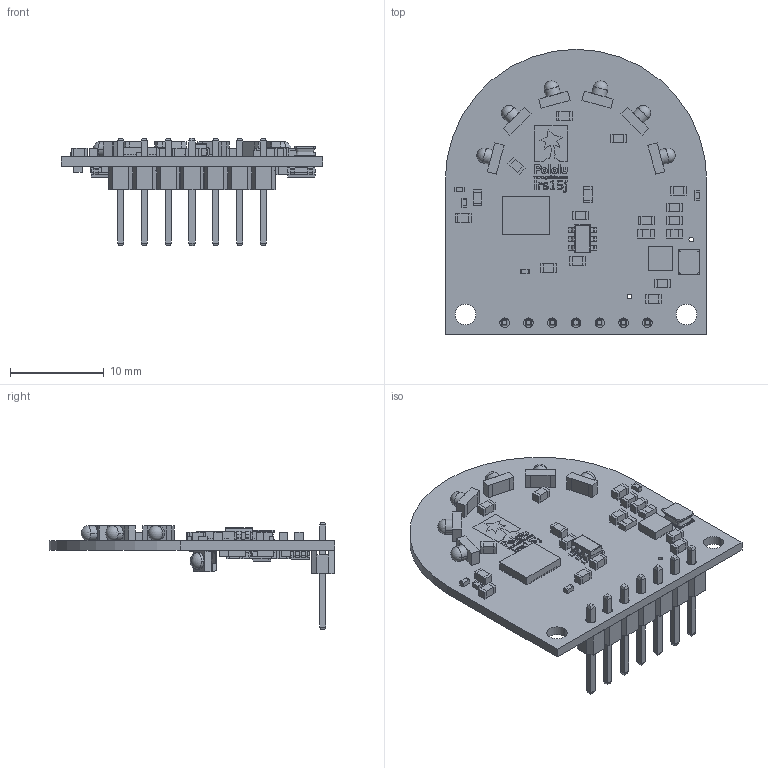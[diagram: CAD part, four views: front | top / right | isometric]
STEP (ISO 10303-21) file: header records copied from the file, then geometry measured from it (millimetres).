
FILE_DESCRIPTION (( 'STEP AP214' ), '1' );
FILE_NAME ('3-channel-opt3101-based-wide-fov-time-of-flight-distance-sensor.step', '2020-07-22T01:48:05', ( '' ), ( '' ), 'SwSTEP 2.0', 'SolidWorks 2020', '' );
FILE_SCHEMA (( 'AUTOMOTIVE_DESIGN' ));
Length unit declared in the file: millimetre
Products named in the file (1): 3-channel-opt3101-based-wide-fov-time-of-flight-distance-sensor
Bounding box: 27.94 x 30.48 x 11.5 mm (x, y, z)
Volume: 1042.1 mm3; surface area: 2516.6 mm2
Topology: 2 solids, 2 shells, 1786 faces, 4935 edges, 3190 vertices
Faces by surface type: plane 1394, cylinder 225, bspline 157, sphere 10
Entity records: 72834 total; most frequent: CARTESIAN_POINT 17349, ORIENTED_EDGE 9810, DIRECTION 8071, EDGE_CURVE 4905, LINE 3995, VECTOR 3995, VERTEX_POINT 3176, AXIS2_PLACEMENT_3D 2038
